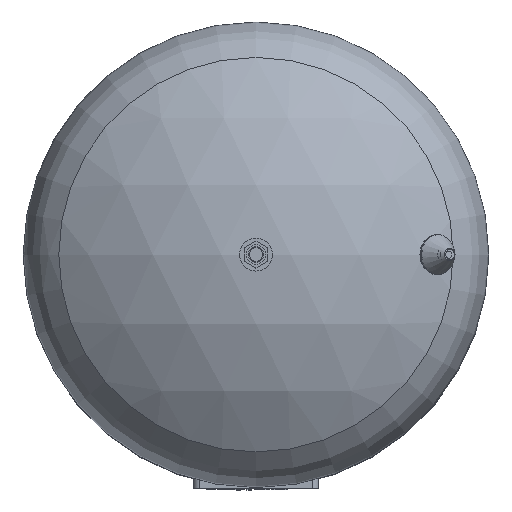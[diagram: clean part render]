
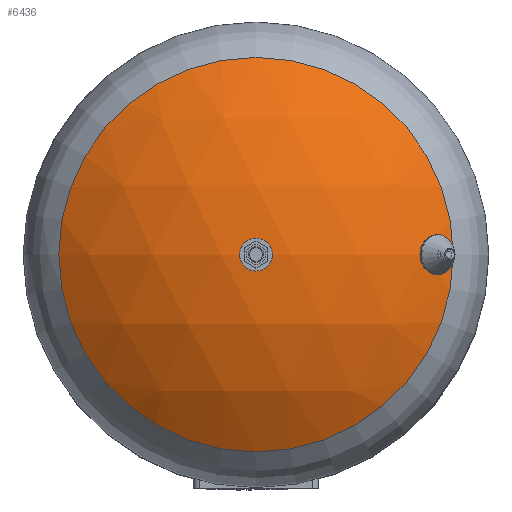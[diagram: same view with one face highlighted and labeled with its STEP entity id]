
A CAD part, top view. The second image highlights one B-rep face of the part: STEP entity #6436.
In plain terms, the highlighted spherical face has radius 354.5 mm.
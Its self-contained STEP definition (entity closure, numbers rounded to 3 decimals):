
#16=SPHERICAL_SURFACE('',#7045,354.5);
#1664=FACE_OUTER_BOUND('',#2107,.T.);
#2107=EDGE_LOOP('',(#5234));
#2557=CIRCLE('',#7046,203.326);
#3072=VERTEX_POINT('',#10543);
#3835=EDGE_CURVE('',#3072,#3072,#2557,.T.);
#5234=ORIENTED_EDGE('',*,*,#3835,.F.);
#6436=ADVANCED_FACE('',(#1664),#16,.T.);
#7045=AXIS2_PLACEMENT_3D('',#10542,#8519,#8520);
#7046=AXIS2_PLACEMENT_3D('',#10544,#8521,#8522);
#8519=DIRECTION('center_axis',(0.,1.,0.));
#8520=DIRECTION('ref_axis',(1.,0.,0.));
#8521=DIRECTION('center_axis',(0.,0.,
-1.));
#8522=DIRECTION('ref_axis',(-1.,0.,0.));
#10542=CARTESIAN_POINT('Origin',(0.,0.,
473.5));
#10543=CARTESIAN_POINT('',(-203.326,0.,763.894));
#10544=CARTESIAN_POINT('Origin',(0.,0.,
763.894));
